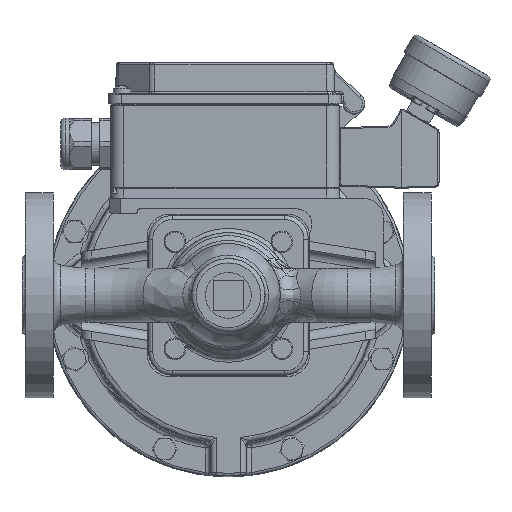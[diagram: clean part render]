
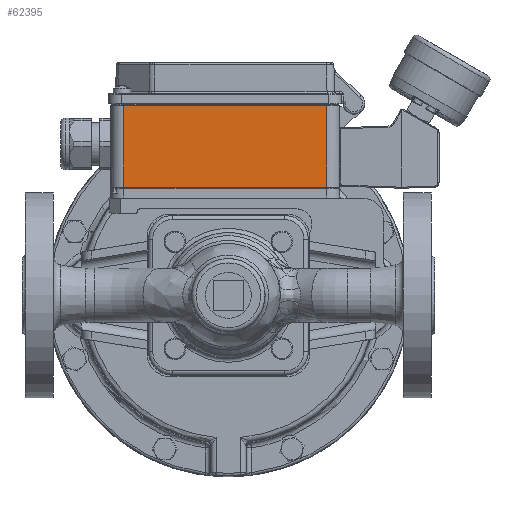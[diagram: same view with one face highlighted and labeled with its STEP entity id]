
A CAD part, front view. The second image highlights one B-rep face of the part: STEP entity #62395.
In plain terms, the highlighted planar face has unit normal (0, -1, -0.018).
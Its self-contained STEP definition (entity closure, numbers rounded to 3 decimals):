
#6043=PLANE('',#68148);
#10005=FACE_OUTER_BOUND('',#13777,.T.);
#13777=EDGE_LOOP('',(#52347,#52348,#52349,#52350));
#17710=LINE('',#127486,#21495);
#17717=LINE('',#127550,#21502);
#17718=LINE('',#127553,#21503);
#17719=LINE('',#127554,#21504);
#21495=VECTOR('',#82071,37.803);
#21502=VECTOR('',#82092,37.803);
#21503=VECTOR('',#82097,94.);
#21504=VECTOR('',#82098,94.);
#28472=VERTEX_POINT('',#127484);
#28473=VERTEX_POINT('',#127485);
#28482=VERTEX_POINT('',#127538);
#28483=VERTEX_POINT('',#127549);
#36776=EDGE_CURVE('',#28472,#28473,#17710,.T.);
#36790=EDGE_CURVE('',#28483,#28482,#17717,.T.);
#36792=EDGE_CURVE('',#28482,#28472,#17718,.T.);
#36793=EDGE_CURVE('',#28473,#28483,#17719,.T.);
#52347=ORIENTED_EDGE('',*,*,#36790,.T.);
#52348=ORIENTED_EDGE('',*,*,#36792,.T.);
#52349=ORIENTED_EDGE('',*,*,#36776,.T.);
#52350=ORIENTED_EDGE('',*,*,#36793,.T.);
#62395=ADVANCED_FACE('',(#10005),#6043,.T.);
#68148=AXIS2_PLACEMENT_3D('',#127552,#82095,#82096);
#82071=DIRECTION('',(0.,0.018,-1.));
#82092=DIRECTION('',(0.,-0.018,1.));
#82095=DIRECTION('center_axis',(0.,-1.,
-0.018));
#82096=DIRECTION('ref_axis',(0.,0.018,-1.));
#82097=DIRECTION('',(-1.,0.,0.));
#82098=DIRECTION('',(1.,0.,0.));
#127484=CARTESIAN_POINT('',(-40.754,121.669,87.846));
#127485=CARTESIAN_POINT('',(-40.754,122.362,50.05));
#127486=CARTESIAN_POINT('',(-40.754,122.362,50.05));
#127538=CARTESIAN_POINT('',(53.246,121.669,87.846));
#127549=CARTESIAN_POINT('',(53.246,122.362,50.05));
#127550=CARTESIAN_POINT('',(53.246,122.362,50.05));
#127552=CARTESIAN_POINT('Origin',(-46.754,122.362,50.05));
#127553=CARTESIAN_POINT('',(-40.754,121.669,87.846));
#127554=CARTESIAN_POINT('',(-46.754,122.362,50.05));
